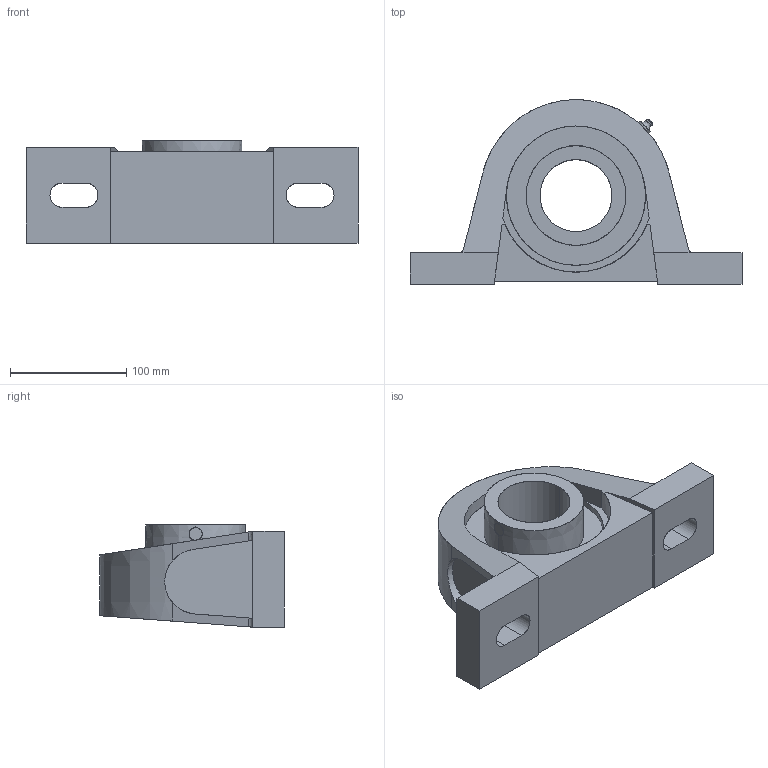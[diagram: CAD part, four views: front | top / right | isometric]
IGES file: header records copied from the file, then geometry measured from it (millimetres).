
Start section: SolidWorks IGES file using analytic representation for surfaces
Global section: file name: ETDEFAU020964941453.igs; native system: SolidWorks 2011; preprocessor: SolidWorks 2011; author: partstream; date: 110209.064935; units: millimetre
Bounding box: 285.75 x 158.75 x 88.11 mm (x, y, z)
Surface area: 163071.8 mm2 (no closed solid volume)
Topology: 0 solids, 0 shells, 80 faces, 1872 edges, 1877 vertices
Faces by surface type: bspline 52, revolution 28
